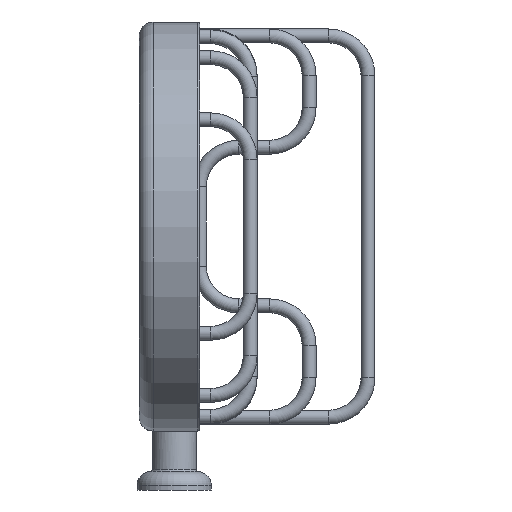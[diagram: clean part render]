
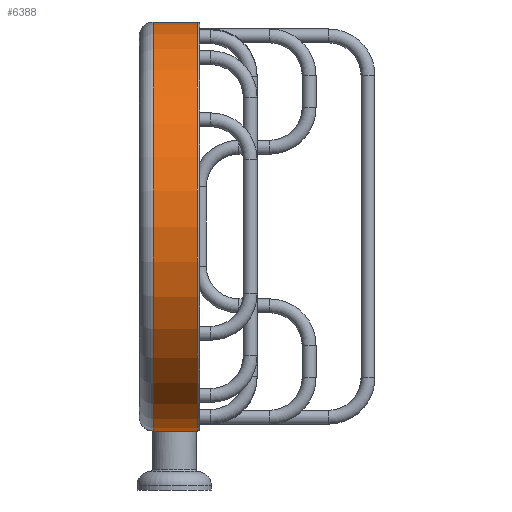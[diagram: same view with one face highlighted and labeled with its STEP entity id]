
A CAD part, left-side view. The second image highlights one B-rep face of the part: STEP entity #6388.
In plain terms, the highlighted cylindrical face has radius 44.094 mm (diameter 88.189 mm), a partial arc.
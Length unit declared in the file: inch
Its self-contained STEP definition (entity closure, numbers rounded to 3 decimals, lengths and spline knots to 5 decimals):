
#1254=CARTESIAN_POINT('',(-7.223,0.02,0.));
#1255=DIRECTION('',(0.,-1.,0.));
#1256=DIRECTION('',(0.,0.,1.));
#1257=AXIS2_PLACEMENT_3D('',#1254,#1255,#1256);
#1259=DIRECTION('',(0.,-1.,0.));
#1260=VECTOR('',#1259,0.374);
#1261=CARTESIAN_POINT('',(-7.223,0.394,-1.736));
#1262=LINE('',#1261,#1260);
#1263=CARTESIAN_POINT('',(-7.223,0.394,0.));
#1264=DIRECTION('',(0.,1.,0.));
#1265=DIRECTION('',(0.,0.,-1.));
#1266=AXIS2_PLACEMENT_3D('',#1263,#1264,#1265);
#1268=DIRECTION('',(0.,-1.,0.));
#1269=VECTOR('',#1268,0.374);
#1270=CARTESIAN_POINT('',(-7.223,0.394,1.736));
#1271=LINE('',#1270,#1269);
#4315=CARTESIAN_POINT('',(-7.223,0.394,1.736));
#4317=VERTEX_POINT('',#4315);
#4327=CARTESIAN_POINT('',(-7.223,0.394,-1.736));
#4329=VERTEX_POINT('',#4327);
#4824=CARTESIAN_POINT('',(-7.223,0.02,1.736));
#4825=VERTEX_POINT('',#4824);
#4828=CARTESIAN_POINT('',(-7.223,0.02,-1.736));
#4829=VERTEX_POINT('',#4828);
#6376=CARTESIAN_POINT('',(-7.223,-1.,0.));
#6377=DIRECTION('',(0.,1.,0.));
#6378=DIRECTION('',(0.,0.,1.));
#6379=AXIS2_PLACEMENT_3D('',#6376,#6377,#6378);
#6380=CYLINDRICAL_SURFACE('',#6379,1.736);
#6381=ORIENTED_EDGE('',*,*,#5737,.T.);
#6382=ORIENTED_EDGE('',*,*,#6240,.F.);
#6383=ORIENTED_EDGE('',*,*,#6179,.T.);
#6385=ORIENTED_EDGE('',*,*,#6384,.T.);
#6386=EDGE_LOOP('',(#6381,#6382,#6383,#6385));
#6387=FACE_OUTER_BOUND('',#6386,.F.);
#6388=ADVANCED_FACE('',(#6387),#6380,.T.);
#1258=CIRCLE('',#1257,1.736);
#1267=CIRCLE('',#1266,1.736);
#5737=EDGE_CURVE('',#4825,#4829,#1258,.T.);
#6179=EDGE_CURVE('',#4329,#4317,#1267,.T.);
#6240=EDGE_CURVE('',#4329,#4829,#1262,.T.);
#6384=EDGE_CURVE('',#4317,#4825,#1271,.T.);
